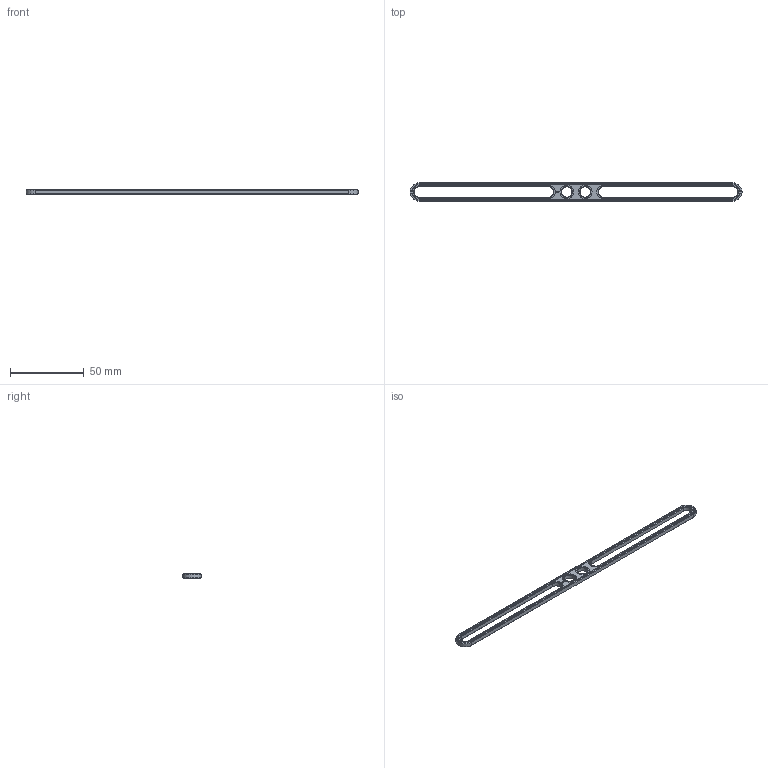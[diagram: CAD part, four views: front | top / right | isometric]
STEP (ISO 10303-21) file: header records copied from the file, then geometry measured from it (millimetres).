
FILE_DESCRIPTION(('FreeCAD Model'),'2;1');
FILE_NAME('Open CASCADE Shape Model','2023-01-08T23:29:53',(''),(''), 'Open CASCADE STEP processor 7.6','FreeCAD','Unknown');
FILE_SCHEMA(('AUTOMOTIVE_DESIGN { 1 0 10303 214 1 1 1 1 }'));
Length unit declared in the file: millimetre
Products named in the file (1): Brace STR SLT BE ERR BU18x01x00.25x08 - SPN-BRC-0355 (stemfie.org)
Bounding box: 225 x 12.5 x 3.12 mm (x, y, z)
Volume: 4214.5 mm3; surface area: 5488.7 mm2
Topology: 1 solids, 1 shells, 600 faces, 1657 edges, 1096 vertices
Faces by surface type: plane 346, extrusion 222, cone 16, cylinder 16
Full cylindrical faces by diameter (mm): 7 x2, 9.2 x2
Entity records: 42154 total; most frequent: CARTESIAN_POINT 10768, DIRECTION 4881, VECTOR 3997, LINE 3775, ORIENTED_EDGE 3314, PCURVE 3314, DEFINITIONAL_REPRESENTATION 3314, EDGE_CURVE 1657
